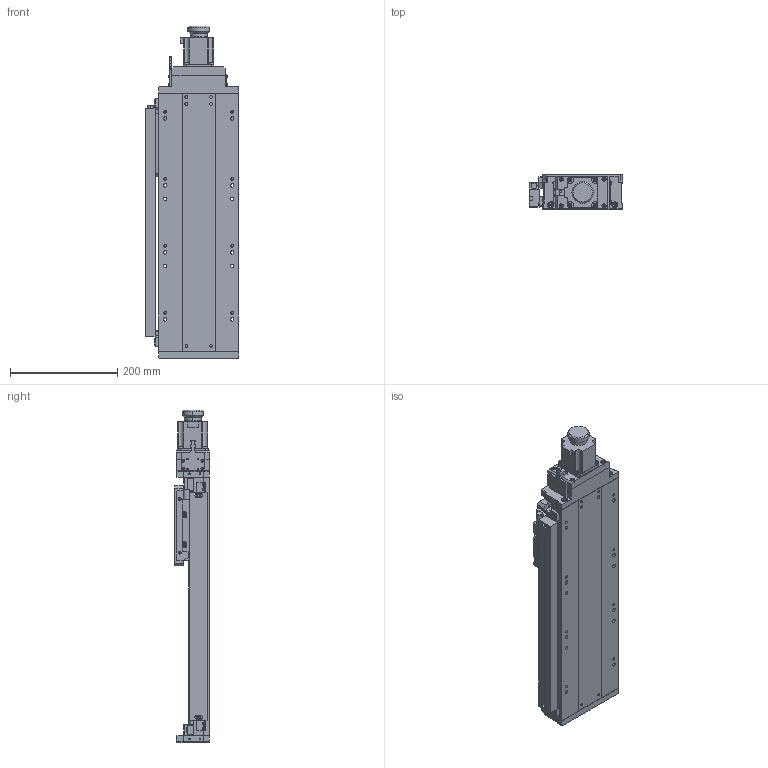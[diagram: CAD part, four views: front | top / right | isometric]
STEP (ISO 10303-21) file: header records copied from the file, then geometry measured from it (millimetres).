
FILE_DESCRIPTION (( 'STEP AP203' ), '1' );
FILE_NAME ('KA300.step', '2019-05-06T07:55:22', ( '' ), ( '' ), 'SwSTEP 2.0', 'SolidWorks 2017', '' );
FILE_SCHEMA (( 'CONFIG_CONTROL_DESIGN' ));
Products named in the file (1): KA300
Bounding box: 175 x 65 x 619.5 mm (x, y, z)
Surface area: 498426.9 mm2 (no closed solid volume)
Topology: 0 solids, 134 shells, 1322 faces, 5201 edges, 3912 vertices
Faces by surface type: plane 744, cylinder 420, torus 92, cone 38, sphere 28
Entity records: 55712 total; most frequent: CARTESIAN_POINT 12098, DIRECTION 9277, ORIENTED_EDGE 7664, EDGE_CURVE 5169, VERTEX_POINT 3912, VECTOR 3175, LINE 3175, AXIS2_PLACEMENT_3D 3051
